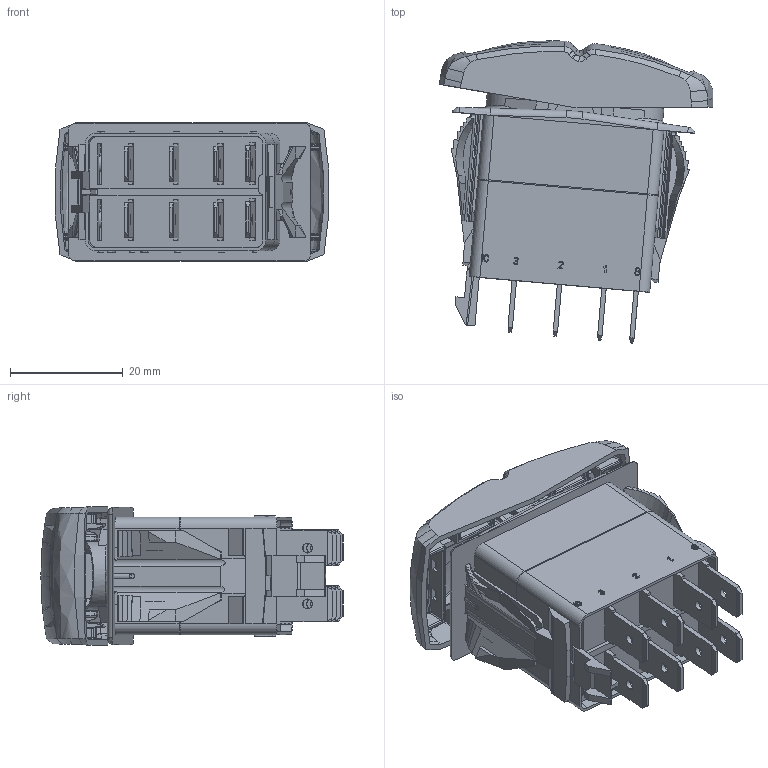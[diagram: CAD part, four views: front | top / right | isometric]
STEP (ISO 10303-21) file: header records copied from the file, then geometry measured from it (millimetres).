
FILE_DESCRIPTION((''),'2;1');
FILE_NAME('FUL-ASSY_SW0001','2014-06-03T',('patrickmoody'),(''),'PRO/ENGINEER BY PARAMETRIC TECHNOLOGY CORPORATION, 2012200','PRO/ENGINEER BY PARAMETRIC TECHNOLOGY CORPORATION, 2012200','');
FILE_SCHEMA(('AUTOMOTIVE_DESIGN { 1 2 10303 214 0 1 1 1 }'));
Products named in the file (1): FUL-ASSY_SW0001
Bounding box: 48.59 x 53.65 x 24.64 mm (x, y, z)
Volume: 13574.1 mm3; surface area: 20698.9 mm2
Topology: 2 solids, 2 shells, 2869 faces, 7586 edges, 4744 vertices
Faces by surface type: plane 1438, bspline 870, cylinder 433, cone 38, extrusion 36, sphere 32, torus 22
Entity records: 124699 total; most frequent: CARTESIAN_POINT 53671, ORIENTED_EDGE 15172, DIRECTION 10678, EDGE_CURVE 7586, VERTEX_POINT 4744, VECTOR 4506, LINE 4470, AXIS2_PLACEMENT_3D 3086
